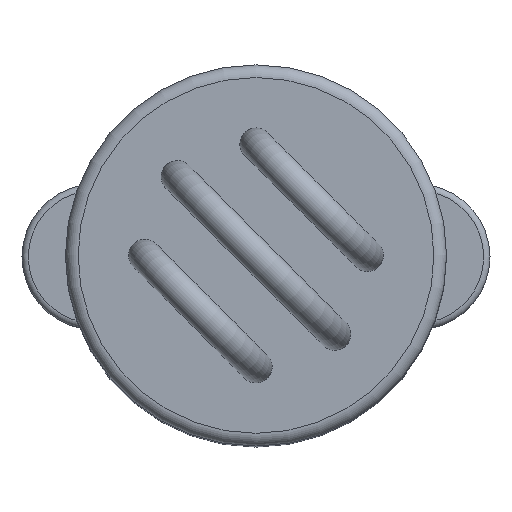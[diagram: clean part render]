
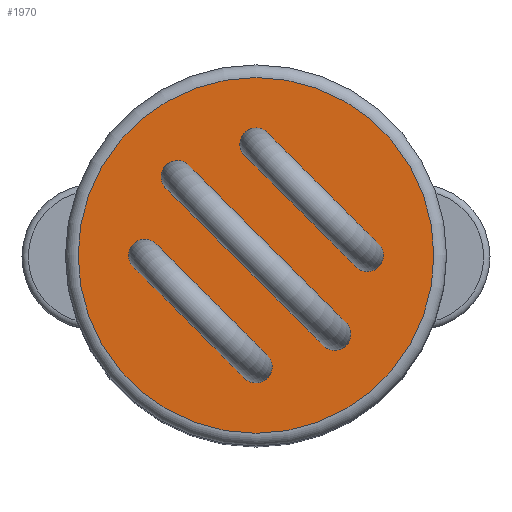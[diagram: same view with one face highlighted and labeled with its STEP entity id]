
A CAD part, top view. The second image highlights one B-rep face of the part: STEP entity #1970.
In plain terms, the highlighted planar face has unit normal (0, 0, 1).
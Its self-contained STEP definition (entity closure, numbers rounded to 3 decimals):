
#1661 = VERTEX_POINT('',#1662);
#1662 = CARTESIAN_POINT('',(5.34,0.,13.81));
#1671 = EDGE_CURVE('',#1661,#1661,#1672,.T.);
#1672 = CIRCLE('',#1673,2.8);
#1673 = AXIS2_PLACEMENT_3D('',#1674,#1675,#1676);
#1674 = CARTESIAN_POINT('',(2.54,0.,13.81));
#1675 = DIRECTION('',(0.,0.,-1.));
#1676 = DIRECTION('',(-1.,0.,0.));
#1687 = EDGE_CURVE('',#1688,#1690,#1692,.T.);
#1688 = VERTEX_POINT('',#1689);
#1689 = CARTESIAN_POINT('',(2.36,1.573,13.81));
#1690 = VERTEX_POINT('',#1691);
#1691 = CARTESIAN_POINT('',(2.54,2.007,13.81));
#1692 = CIRCLE('',#1693,0.254);
#1693 = AXIS2_PLACEMENT_3D('',#1694,#1695,#1696);
#1694 = CARTESIAN_POINT('',(2.54,1.753,13.81));
#1695 = DIRECTION('',(0.,0.,-1.));
#1696 = DIRECTION('',(0.,-1.,0.));
#1698 = EDGE_CURVE('',#1690,#1699,#1701,.T.);
#1699 = VERTEX_POINT('',#1700);
#1700 = CARTESIAN_POINT('',(2.794,1.753,13.81));
#1701 = CIRCLE('',#1702,0.254);
#1702 = AXIS2_PLACEMENT_3D('',#1703,#1704,#1705);
#1703 = CARTESIAN_POINT('',(2.54,1.753,13.81));
#1704 = DIRECTION('',(0.,0.,-1.));
#1705 = DIRECTION('',(0.,-1.,0.));
#1727 = EDGE_CURVE('',#1699,#1688,#1728,.T.);
#1728 = CIRCLE('',#1729,0.254);
#1729 = AXIS2_PLACEMENT_3D('',#1730,#1731,#1732);
#1730 = CARTESIAN_POINT('',(2.54,1.753,13.81));
#1731 = DIRECTION('',(0.,0.,-1.));
#1732 = DIRECTION('',(0.,-1.,0.));
#1746 = VERTEX_POINT('',#1747);
#1747 = CARTESIAN_POINT('',(1.121,1.06,13.81));
#1752 = EDGE_CURVE('',#1746,#1753,#1755,.T.);
#1753 = VERTEX_POINT('',#1754);
#1754 = CARTESIAN_POINT('',(1.555,1.239,13.81));
#1755 = CIRCLE('',#1756,0.254);
#1756 = AXIS2_PLACEMENT_3D('',#1757,#1758,#1759);
#1757 = CARTESIAN_POINT('',(1.301,1.239,13.81));
#1758 = DIRECTION('',(0.,0.,-1.));
#1759 = DIRECTION('',(0.,-1.,0.));
#1776 = EDGE_CURVE('',#1753,#1746,#1777,.T.);
#1777 = CIRCLE('',#1778,0.254);
#1778 = AXIS2_PLACEMENT_3D('',#1779,#1780,#1781);
#1779 = CARTESIAN_POINT('',(1.301,1.239,13.81));
#1780 = DIRECTION('',(0.,0.,-1.));
#1781 = DIRECTION('',(0.,-1.,0.));
#1794 = EDGE_CURVE('',#1795,#1797,#1799,.T.);
#1795 = VERTEX_POINT('',#1796);
#1796 = CARTESIAN_POINT('',(0.787,0.254,13.81));
#1797 = VERTEX_POINT('',#1798);
#1798 = CARTESIAN_POINT('',(0.967,0.18,13.81));
#1799 = CIRCLE('',#1800,0.254);
#1800 = AXIS2_PLACEMENT_3D('',#1801,#1802,#1803);
#1801 = CARTESIAN_POINT('',(0.787,0.,13.81));
#1802 = DIRECTION('',(0.,0.,-1.));
#1803 = DIRECTION('',(-1.,0.,0.));
#1805 = EDGE_CURVE('',#1797,#1806,#1808,.T.);
#1806 = VERTEX_POINT('',#1807);
#1807 = CARTESIAN_POINT('',(1.041,0.,13.81));
#1808 = CIRCLE('',#1809,0.254);
#1809 = AXIS2_PLACEMENT_3D('',#1810,#1811,#1812);
#1810 = CARTESIAN_POINT('',(0.787,0.,13.81));
#1811 = DIRECTION('',(0.,0.,-1.));
#1812 = DIRECTION('',(-1.,0.,0.));
#1834 = EDGE_CURVE('',#1806,#1795,#1835,.T.);
#1835 = CIRCLE('',#1836,0.254);
#1836 = AXIS2_PLACEMENT_3D('',#1837,#1838,#1839);
#1837 = CARTESIAN_POINT('',(0.787,0.,13.81));
#1838 = DIRECTION('',(0.,0.,-1.));
#1839 = DIRECTION('',(-1.,0.,0.));
#1852 = EDGE_CURVE('',#1853,#1855,#1857,.T.);
#1853 = VERTEX_POINT('',#1854);
#1854 = CARTESIAN_POINT('',(2.775,-1.655,13.81));
#1855 = VERTEX_POINT('',#1856);
#1856 = CARTESIAN_POINT('',(2.794,-1.753,13.81));
#1857 = CIRCLE('',#1858,0.254);
#1858 = AXIS2_PLACEMENT_3D('',#1859,#1860,#1861);
#1859 = CARTESIAN_POINT('',(2.54,-1.753,13.81));
#1860 = DIRECTION('',(0.,0.,-1.));
#1861 = DIRECTION('',(-1.,0.,0.));
#1883 = EDGE_CURVE('',#1855,#1853,#1884,.T.);
#1884 = CIRCLE('',#1885,0.254);
#1885 = AXIS2_PLACEMENT_3D('',#1886,#1887,#1888);
#1886 = CARTESIAN_POINT('',(2.54,-1.753,13.81));
#1887 = DIRECTION('',(0.,0.,-1.));
#1888 = DIRECTION('',(-1.,0.,0.));
#1901 = VERTEX_POINT('',#1902);
#1902 = CARTESIAN_POINT('',(3.6,-1.419,13.81));
#1907 = EDGE_CURVE('',#1901,#1908,#1910,.T.);
#1908 = VERTEX_POINT('',#1909);
#1909 = CARTESIAN_POINT('',(4.033,-1.239,13.81));
#1910 = CIRCLE('',#1911,0.254);
#1911 = AXIS2_PLACEMENT_3D('',#1912,#1913,#1914);
#1912 = CARTESIAN_POINT('',(3.779,-1.239,13.81));
#1913 = DIRECTION('',(0.,0.,-1.));
#1914 = DIRECTION('',(-1.,0.,0.));
#1930 = EDGE_CURVE('',#1908,#1901,#1931,.T.);
#1931 = CIRCLE('',#1932,0.254);
#1932 = AXIS2_PLACEMENT_3D('',#1933,#1934,#1935);
#1933 = CARTESIAN_POINT('',(3.779,-1.239,13.81));
#1934 = DIRECTION('',(0.,0.,-1.));
#1935 = DIRECTION('',(-1.,0.,0.));
#1949 = VERTEX_POINT('',#1950);
#1950 = CARTESIAN_POINT('',(4.547,0.,13.81));
#1955 = EDGE_CURVE('',#1949,#1949,#1956,.T.);
#1956 = CIRCLE('',#1957,0.254);
#1957 = AXIS2_PLACEMENT_3D('',#1958,#1959,#1960);
#1958 = CARTESIAN_POINT('',(4.293,0.,13.81));
#1959 = DIRECTION('',(0.,0.,-1.));
#1960 = DIRECTION('',(-1.,0.,0.));
#1970 = ADVANCED_FACE('',(#1971,#1976,#1980,#1985,#1989,#1993,#1996),
  #1999,.T.);
#1971 = FACE_BOUND('',#1972,.T.);
#1972 = EDGE_LOOP('',(#1973,#1974,#1975));
#1973 = ORIENTED_EDGE('',*,*,#1727,.T.);
#1974 = ORIENTED_EDGE('',*,*,#1687,.T.);
#1975 = ORIENTED_EDGE('',*,*,#1698,.T.);
#1976 = FACE_BOUND('',#1977,.T.);
#1977 = EDGE_LOOP('',(#1978,#1979));
#1978 = ORIENTED_EDGE('',*,*,#1776,.T.);
#1979 = ORIENTED_EDGE('',*,*,#1752,.T.);
#1980 = FACE_BOUND('',#1981,.T.);
#1981 = EDGE_LOOP('',(#1982,#1983,#1984));
#1982 = ORIENTED_EDGE('',*,*,#1834,.T.);
#1983 = ORIENTED_EDGE('',*,*,#1794,.T.);
#1984 = ORIENTED_EDGE('',*,*,#1805,.T.);
#1985 = FACE_BOUND('',#1986,.T.);
#1986 = EDGE_LOOP('',(#1987,#1988));
#1987 = ORIENTED_EDGE('',*,*,#1883,.T.);
#1988 = ORIENTED_EDGE('',*,*,#1852,.T.);
#1989 = FACE_BOUND('',#1990,.T.);
#1990 = EDGE_LOOP('',(#1991,#1992));
#1991 = ORIENTED_EDGE('',*,*,#1930,.T.);
#1992 = ORIENTED_EDGE('',*,*,#1907,.T.);
#1993 = FACE_BOUND('',#1994,.T.);
#1994 = EDGE_LOOP('',(#1995));
#1995 = ORIENTED_EDGE('',*,*,#1955,.T.);
#1996 = FACE_BOUND('',#1997,.T.);
#1997 = EDGE_LOOP('',(#1998));
#1998 = ORIENTED_EDGE('',*,*,#1671,.F.);
#1999 = PLANE('',#2000);
#2000 = AXIS2_PLACEMENT_3D('',#2001,#2002,#2003);
#2001 = CARTESIAN_POINT('',(2.54,0.,13.81));
#2002 = DIRECTION('',(0.,0.,1.));
#2003 = DIRECTION('',(0.,-1.,0.));
